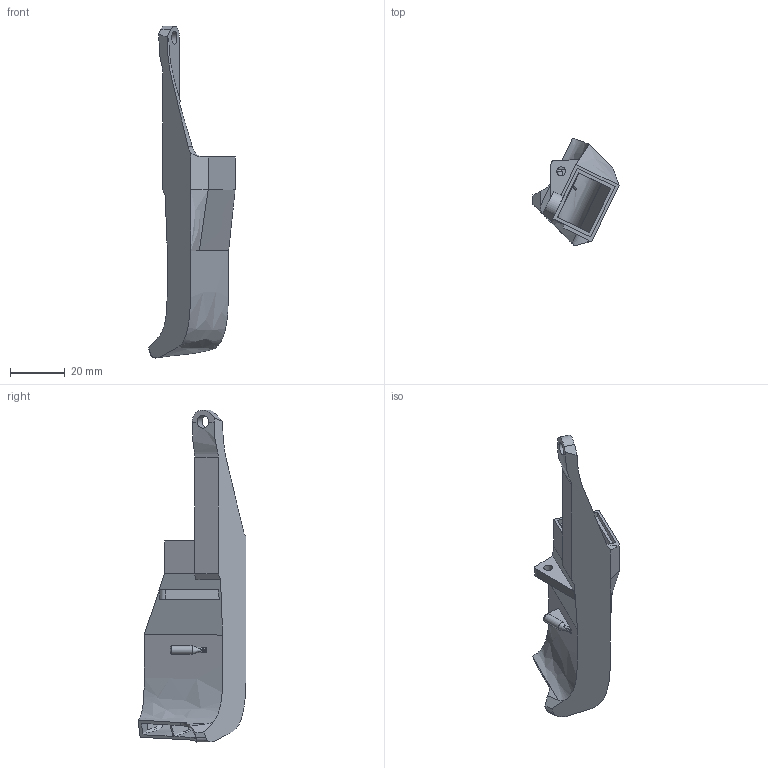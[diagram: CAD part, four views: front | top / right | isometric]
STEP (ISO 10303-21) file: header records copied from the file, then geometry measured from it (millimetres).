
FILE_DESCRIPTION(/* description */ (''),/* implementation_level */ '2;1');
FILE_NAME(/* name */ 'Rapido_and Rapido_UHF_10mm.step',/* time_stamp */ '2023-01-09T19:53:58+01:00',/* author */ (''),/* organization */ (''),/* preprocessor_version */ 'ST-DEVELOPER v19.2',/* originating_system */ 'Autodesk Translation Framework v11.17.0.187',/* authorisation */ '');
FILE_SCHEMA (('AUTOMOTIVE_DESIGN { 1 0 10303 214 3 1 1 }'));
Length unit declared in the file: millimetre
Products named in the file (2): Mantis_MGN12_Rapido_and Rapido_UHF; Duct
Assembly tree (1 placements, depth 2):
  Mantis_MGN12_Rapido_and Rapido_UHF
    Duct
Bounding box: 31.4 x 39.31 x 120.93 mm (x, y, z)
Volume: 10484.9 mm3; surface area: 14465.6 mm2
Topology: 1 solids, 1 shells, 99 faces, 287 edges, 190 vertices
Faces by surface type: plane 52, bspline 39, cylinder 5, cone 2, sphere 1
Full cylindrical faces by diameter (mm): 3.2 x1, 4.6 x1
Entity records: 5676 total; most frequent: CARTESIAN_POINT 3277, ORIENTED_EDGE 572, DIRECTION 342, EDGE_CURVE 286, VERTEX_POINT 190, LINE 158, VECTOR 158, EDGE_LOOP 108
